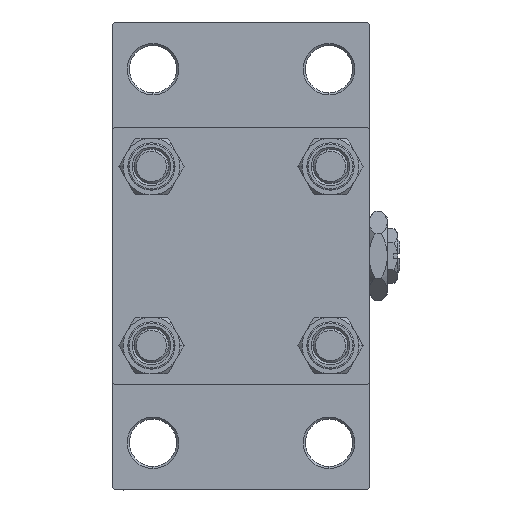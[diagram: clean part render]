
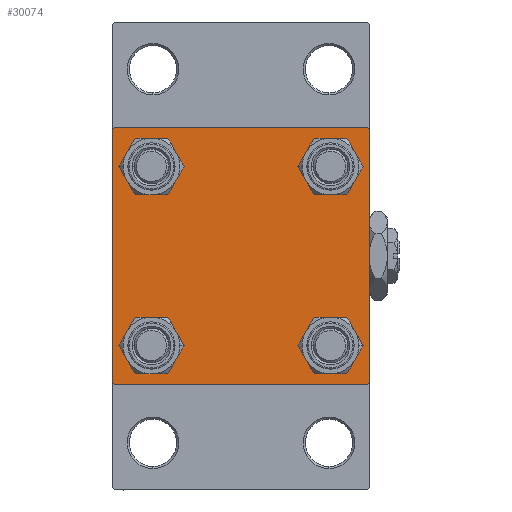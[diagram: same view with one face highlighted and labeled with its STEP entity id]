
A CAD part, left-side view. The second image highlights one B-rep face of the part: STEP entity #30074.
In plain terms, the highlighted planar face has unit normal (-1, 0, 0).
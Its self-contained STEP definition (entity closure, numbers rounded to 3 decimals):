
#1012 = EDGE_CURVE ( 'NONE', #42118, #36803, #4151, .T. ) ;
#1411 = CARTESIAN_POINT ( 'NONE',  ( 0., -29.75, 29.75 ) ) ;
#1882 = CARTESIAN_POINT ( 'NONE',  ( 0., -29.5, -30. ) ) ;
#2281 = CARTESIAN_POINT ( 'NONE',  ( 0., 30., 29.5 ) ) ;
#2324 = DIRECTION ( 'NONE',  ( 0., -1., 0. ) ) ;
#2498 = AXIS2_PLACEMENT_3D ( 'NONE', #48384, #32750, #29505 ) ;
#3288 = CIRCLE ( 'NONE', #2498, 4.5 ) ;
#4089 = CIRCLE ( 'NONE', #36142, 4.5 ) ;
#4151 = LINE ( 'NONE', #42599, #36308 ) ;
#4654 = VECTOR ( 'NONE', #2324, 1000. ) ;
#4666 = CIRCLE ( 'NONE', #48043, 4.5 ) ;
#4711 = VERTEX_POINT ( 'NONE', #42613 ) ;
#4805 = FACE_BOUND ( 'NONE', #8396, .T. ) ;
#4871 = ORIENTED_EDGE ( 'NONE', *, *, #10999, .T. ) ;
#5749 = CARTESIAN_POINT ( 'NONE',  ( 0., 20.85, 20.85 ) ) ;
#5955 = VECTOR ( 'NONE', #36970, 1000. ) ;
#6520 = ORIENTED_EDGE ( 'NONE', *, *, #33142, .T. ) ;
#6795 = ORIENTED_EDGE ( 'NONE', *, *, #48093, .T. ) ;
#8158 = ORIENTED_EDGE ( 'NONE', *, *, #46163, .T. ) ;
#8396 = EDGE_LOOP ( 'NONE', ( #21349, #40037 ) ) ;
#8409 = CARTESIAN_POINT ( 'NONE',  ( 0., -20.85, -25.35 ) ) ;
#8828 = DIRECTION ( 'NONE',  ( 1., 0., 0. ) ) ;
#9372 = DIRECTION ( 'NONE',  ( 0., 0., 1. ) ) ;
#9620 = CARTESIAN_POINT ( 'NONE',  ( 0., -20.85, 25.35 ) ) ;
#9760 = EDGE_CURVE ( 'NONE', #46446, #26432, #41250, .T. ) ;
#10344 = CARTESIAN_POINT ( 'NONE',  ( 0., 20.85, 25.35 ) ) ;
#10999 = EDGE_CURVE ( 'NONE', #4711, #46446, #30145, .T. ) ;
#11438 = VERTEX_POINT ( 'NONE', #16863 ) ;
#12192 = ORIENTED_EDGE ( 'NONE', *, *, #29416, .T. ) ;
#12649 = LINE ( 'NONE', #46862, #30516 ) ;
#12697 = DIRECTION ( 'NONE',  ( 1., 0., 0. ) ) ;
#12842 = CARTESIAN_POINT ( 'NONE',  ( 0., 20.85, -20.85 ) ) ;
#13042 = CARTESIAN_POINT ( 'NONE',  ( 0., 20.85, 16.35 ) ) ;
#13296 = CARTESIAN_POINT ( 'NONE',  ( 0., 29.5, 30. ) ) ;
#13813 = DIRECTION ( 'NONE',  ( 1., 0., 0. ) ) ;
#13831 = ORIENTED_EDGE ( 'NONE', *, *, #46864, .T. ) ;
#15150 = EDGE_CURVE ( 'NONE', #42118, #44666, #48369, .T. ) ;
#15559 = CARTESIAN_POINT ( 'NONE',  ( 0., 30., 30. ) ) ;
#16366 = FACE_BOUND ( 'NONE', #32122, .T. ) ;
#16785 = ORIENTED_EDGE ( 'NONE', *, *, #30081, .T. ) ;
#16802 = CARTESIAN_POINT ( 'NONE',  ( 0., -20.85, 16.35 ) ) ;
#16863 = CARTESIAN_POINT ( 'NONE',  ( 0., 20.85, -25.35 ) ) ;
#17057 = CIRCLE ( 'NONE', #43551, 4.5 ) ;
#17171 = VERTEX_POINT ( 'NONE', #8409 ) ;
#17229 = DIRECTION ( 'NONE',  ( 0., 0.707, 0.707 ) ) ;
#17597 = CARTESIAN_POINT ( 'NONE',  ( 0., -30., 30. ) ) ;
#17653 = DIRECTION ( 'NONE',  ( 1., 0., 0. ) ) ;
#17711 = AXIS2_PLACEMENT_3D ( 'NONE', #31703, #39475, #20127 ) ;
#18506 = CIRCLE ( 'NONE', #46625, 4.5 ) ;
#18674 = EDGE_LOOP ( 'NONE', ( #13831, #37153, #4871, #40312, #37071, #20590, #35573, #32372 ) ) ;
#20025 = CARTESIAN_POINT ( 'NONE',  ( 0., 30., -30. ) ) ;
#20127 = DIRECTION ( 'NONE',  ( 0., 0., 1. ) ) ;
#20430 = VERTEX_POINT ( 'NONE', #37621 ) ;
#20590 = ORIENTED_EDGE ( 'NONE', *, *, #26004, .T. ) ;
#20846 = CARTESIAN_POINT ( 'NONE',  ( 0., -30., 29.5 ) ) ;
#21074 = DIRECTION ( 'NONE',  ( 1., 0., 0. ) ) ;
#21349 = ORIENTED_EDGE ( 'NONE', *, *, #42158, .T. ) ;
#22577 = CIRCLE ( 'NONE', #49107, 4.5 ) ;
#22796 = CIRCLE ( 'NONE', #30023, 4.5 ) ;
#23569 = EDGE_CURVE ( 'NONE', #41941, #44829, #4666, .T. ) ;
#23666 = FACE_BOUND ( 'NONE', #28198, .T. ) ;
#23928 = CARTESIAN_POINT ( 'NONE',  ( 0., -20.85, -16.35 ) ) ;
#24271 = LINE ( 'NONE', #1411, #31988 ) ;
#24474 = ORIENTED_EDGE ( 'NONE', *, *, #34545, .T. ) ;
#24866 = CARTESIAN_POINT ( 'NONE',  ( 0., 20.85, 20.85 ) ) ;
#25093 = VERTEX_POINT ( 'NONE', #29381 ) ;
#25268 = VECTOR ( 'NONE', #27587, 1000. ) ;
#25485 = EDGE_CURVE ( 'NONE', #46643, #26432, #44520, .T. ) ;
#26004 = EDGE_CURVE ( 'NONE', #46643, #44666, #24271, .T. ) ;
#26432 = VERTEX_POINT ( 'NONE', #27993 ) ;
#27444 = FACE_OUTER_BOUND ( 'NONE', #18674, .T. ) ;
#27491 = DIRECTION ( 'NONE',  ( 0., -0.707, -0.707 ) ) ;
#27587 = DIRECTION ( 'NONE',  ( 0., -1., 0. ) ) ;
#27728 = EDGE_CURVE ( 'NONE', #25093, #4711, #12649, .T. ) ;
#27993 = CARTESIAN_POINT ( 'NONE',  ( 0., -30., -29.5 ) ) ;
#28198 = EDGE_LOOP ( 'NONE', ( #16785, #8158 ) ) ;
#28334 = CARTESIAN_POINT ( 'NONE',  ( 0., 20.85, -20.85 ) ) ;
#29381 = CARTESIAN_POINT ( 'NONE',  ( 0., 30., -29.5 ) ) ;
#29416 = EDGE_CURVE ( 'NONE', #39256, #17171, #4089, .T. ) ;
#29497 = CARTESIAN_POINT ( 'NONE',  ( 0., -20.85, 20.85 ) ) ;
#29505 = DIRECTION ( 'NONE',  ( 0., 0., 1. ) ) ;
#30023 = AXIS2_PLACEMENT_3D ( 'NONE', #39571, #12697, #40331 ) ;
#30074 = ADVANCED_FACE ( 'NONE', ( #16366, #31223, #23666, #4805, #27444 ), #31944, .T. ) ;
#30081 = EDGE_CURVE ( 'NONE', #20430, #11438, #18506, .T. ) ;
#30145 = LINE ( 'NONE', #20025, #25268 ) ;
#30516 = VECTOR ( 'NONE', #27491, 1000. ) ;
#30904 = DIRECTION ( 'NONE',  ( 0., 0., -1. ) ) ;
#31223 = FACE_BOUND ( 'NONE', #42714, .T. ) ;
#31420 = CIRCLE ( 'NONE', #41038, 4.5 ) ;
#31703 = CARTESIAN_POINT ( 'NONE',  ( 0., 0., 0. ) ) ;
#31944 = PLANE ( 'NONE',  #17711 ) ;
#31988 = VECTOR ( 'NONE', #17229, 1000. ) ;
#32122 = EDGE_LOOP ( 'NONE', ( #24474, #6520 ) ) ;
#32372 = ORIENTED_EDGE ( 'NONE', *, *, #1012, .T. ) ;
#32750 = DIRECTION ( 'NONE',  ( 1., 0., 0. ) ) ;
#32849 = DIRECTION ( 'NONE',  ( 1., 0., 0. ) ) ;
#32915 = DIRECTION ( 'NONE',  ( 0., 0., 1. ) ) ;
#33142 = EDGE_CURVE ( 'NONE', #41924, #34573, #3288, .T. ) ;
#33188 = DIRECTION ( 'NONE',  ( 0., 0., -1. ) ) ;
#33566 = CARTESIAN_POINT ( 'NONE',  ( 0., -20.85, -20.85 ) ) ;
#34073 = DIRECTION ( 'NONE',  ( 0., 0.707, -0.707 ) ) ;
#34545 = EDGE_CURVE ( 'NONE', #34573, #41924, #31420, .T. ) ;
#34573 = VERTEX_POINT ( 'NONE', #9620 ) ;
#35573 = ORIENTED_EDGE ( 'NONE', *, *, #15150, .F. ) ;
#36142 = AXIS2_PLACEMENT_3D ( 'NONE', #33566, #36838, #37345 ) ;
#36308 = VECTOR ( 'NONE', #34073, 1000. ) ;
#36803 = VERTEX_POINT ( 'NONE', #2281 ) ;
#36838 = DIRECTION ( 'NONE',  ( 1., 0., 0. ) ) ;
#36970 = DIRECTION ( 'NONE',  ( 0., -0.707, 0.707 ) ) ;
#37071 = ORIENTED_EDGE ( 'NONE', *, *, #25485, .F. ) ;
#37153 = ORIENTED_EDGE ( 'NONE', *, *, #27728, .T. ) ;
#37345 = DIRECTION ( 'NONE',  ( 0., 0., 1. ) ) ;
#37621 = CARTESIAN_POINT ( 'NONE',  ( 0., 20.85, -16.35 ) ) ;
#38779 = VECTOR ( 'NONE', #30904, 1000. ) ;
#39256 = VERTEX_POINT ( 'NONE', #23928 ) ;
#39475 = DIRECTION ( 'NONE',  ( -1., 0., 0. ) ) ;
#39571 = CARTESIAN_POINT ( 'NONE',  ( 0., -20.85, -20.85 ) ) ;
#40037 = ORIENTED_EDGE ( 'NONE', *, *, #23569, .T. ) ;
#40312 = ORIENTED_EDGE ( 'NONE', *, *, #9760, .T. ) ;
#40331 = DIRECTION ( 'NONE',  ( 0., 0., 1. ) ) ;
#40698 = DIRECTION ( 'NONE',  ( 0., 0., 1. ) ) ;
#41038 = AXIS2_PLACEMENT_3D ( 'NONE', #29497, #17653, #9372 ) ;
#41250 = LINE ( 'NONE', #48078, #5955 ) ;
#41924 = VERTEX_POINT ( 'NONE', #16802 ) ;
#41941 = VERTEX_POINT ( 'NONE', #13042 ) ;
#42118 = VERTEX_POINT ( 'NONE', #13296 ) ;
#42158 = EDGE_CURVE ( 'NONE', #44829, #41941, #22577, .T. ) ;
#42599 = CARTESIAN_POINT ( 'NONE',  ( 0., 29.75, 29.75 ) ) ;
#42613 = CARTESIAN_POINT ( 'NONE',  ( 0., 29.5, -30. ) ) ;
#42697 = LINE ( 'NONE', #15559, #38779 ) ;
#42714 = EDGE_LOOP ( 'NONE', ( #12192, #6795 ) ) ;
#43551 = AXIS2_PLACEMENT_3D ( 'NONE', #28334, #32849, #47723 ) ;
#44055 = VECTOR ( 'NONE', #33188, 1000. ) ;
#44520 = LINE ( 'NONE', #17597, #44055 ) ;
#44666 = VERTEX_POINT ( 'NONE', #47571 ) ;
#44829 = VERTEX_POINT ( 'NONE', #10344 ) ;
#46163 = EDGE_CURVE ( 'NONE', #11438, #20430, #17057, .T. ) ;
#46446 = VERTEX_POINT ( 'NONE', #1882 ) ;
#46625 = AXIS2_PLACEMENT_3D ( 'NONE', #12842, #8828, #47061 ) ;
#46643 = VERTEX_POINT ( 'NONE', #20846 ) ;
#46862 = CARTESIAN_POINT ( 'NONE',  ( 0., 29.75, -29.75 ) ) ;
#46864 = EDGE_CURVE ( 'NONE', #36803, #25093, #42697, .T. ) ;
#47061 = DIRECTION ( 'NONE',  ( 0., 0., 1. ) ) ;
#47571 = CARTESIAN_POINT ( 'NONE',  ( 0., -29.5, 30. ) ) ;
#47593 = CARTESIAN_POINT ( 'NONE',  ( 0., 30., 30. ) ) ;
#47723 = DIRECTION ( 'NONE',  ( 0., 0., 1. ) ) ;
#48043 = AXIS2_PLACEMENT_3D ( 'NONE', #24866, #13813, #32915 ) ;
#48078 = CARTESIAN_POINT ( 'NONE',  ( 0., -29.75, -29.75 ) ) ;
#48093 = EDGE_CURVE ( 'NONE', #17171, #39256, #22796, .T. ) ;
#48369 = LINE ( 'NONE', #47593, #4654 ) ;
#48384 = CARTESIAN_POINT ( 'NONE',  ( 0., -20.85, 20.85 ) ) ;
#49107 = AXIS2_PLACEMENT_3D ( 'NONE', #5749, #21074, #40698 ) ;
